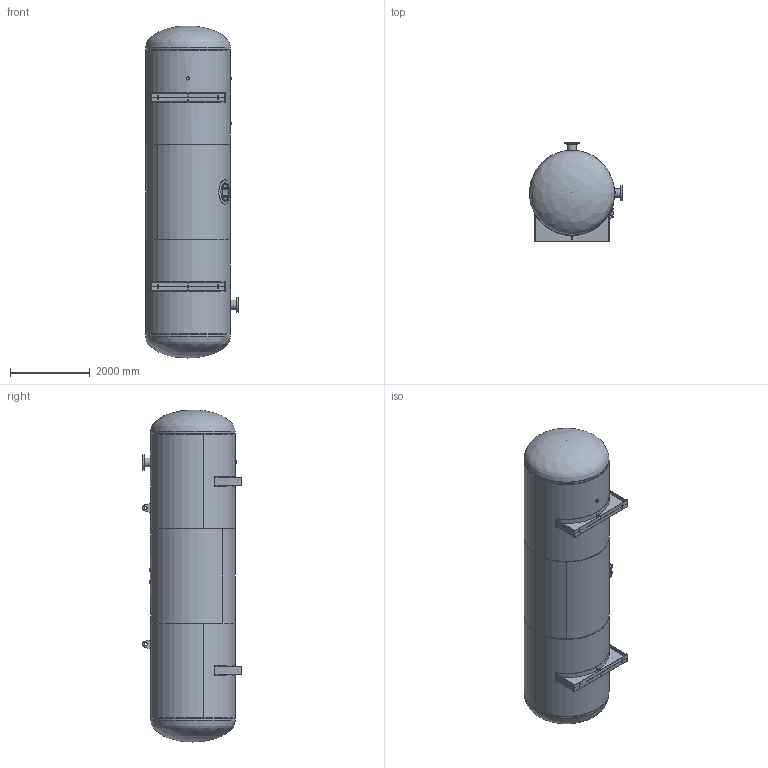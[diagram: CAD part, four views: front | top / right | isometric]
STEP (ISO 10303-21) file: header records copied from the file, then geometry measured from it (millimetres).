
FILE_DESCRIPTION(/* description */ ('HORIZONTAL AIR RECEIVER'),/* implementation_level */ '2;1');
FILE_NAME(/* name */ '237345.stp',/* time_stamp */ '2025-02-21T09:15:42-05:00',/* author */ ('Amber.Tiller'),/* organization */ (''),/* preprocessor_version */ 'ST-DEVELOPER v18.1',/* originating_system */ 'Autodesk Inventor 2022',/* authorisation */ '');
FILE_SCHEMA (('AUTOMOTIVE_DESIGN { 1 0 10303 214 3 1 1 }'));
Length unit declared in the file: inch
Products named in the file (26): 237345; 131-964-1; 131-964-2; 131-964-3; 131-964-4; 131-964-5; 108626; 180957; 180958; 180959; 180961; 180962; 180960; 41-701; 041-664; 41-667; 47-2079; 47-2079-1; 45-570; 115849; 147489; 124621; 60-140; 64-053; 124646; 41-877
Assembly tree (35 placements, depth 3):
  237345
    131-964-1
    131-964-2
    131-964-3
    131-964-4
      108626
    131-964-5
      108626
    180957  x2
      180958
      180959
      180961
      180962
      180960
    41-701
    041-664  x2
    41-667  x2
    47-2079  x2
      47-2079-1
      45-570
    115849
    147489  x2
    124621  x2
    60-140
      64-053
    124646
    41-877  x2
Bounding box: 2336.8 x 2495.55 x 8347.08 mm (x, y, z)
Volume: 791711465.2 mm3; surface area: 127171960.2 mm2
Topology: 40 solids, 40 shells, 424 faces, 947 edges, 630 vertices
Faces by surface type: plane 200, cylinder 135, bspline 41, torus 28, cone 20
Full cylindrical faces by diameter (mm): 6.35 x4, 22.225 x4, 23.019 x2, 25.4 x24, 28.575 x10, 44.45 x2, 46.037 x2, 55.169 x3, 60.325 x2, 76.2 x5, 77.787 x3, 193.675 x2, 219.075 x2, 221.488 x2, 222.25 x2, 260.35 x2, 269.875 x2, 381 x2, 2108.2 x5, 2133.6 x5
Entity records: 14352 total; most frequent: CARTESIAN_POINT 6474, DIRECTION 1478, ORIENTED_EDGE 1318, EDGE_CURVE 659, AXIS2_PLACEMENT_3D 591, VERTEX_POINT 426, EDGE_LOOP 385, LINE 296
